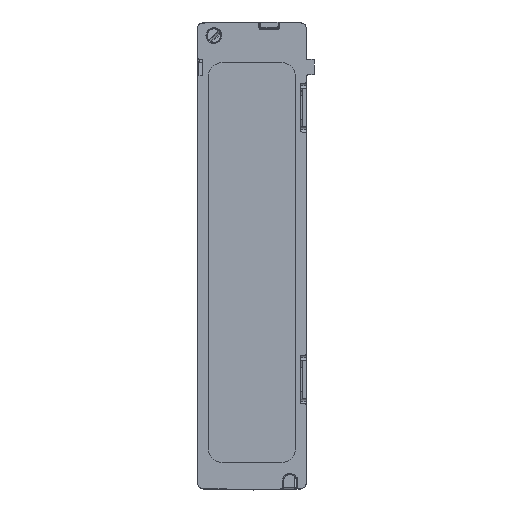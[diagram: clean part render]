
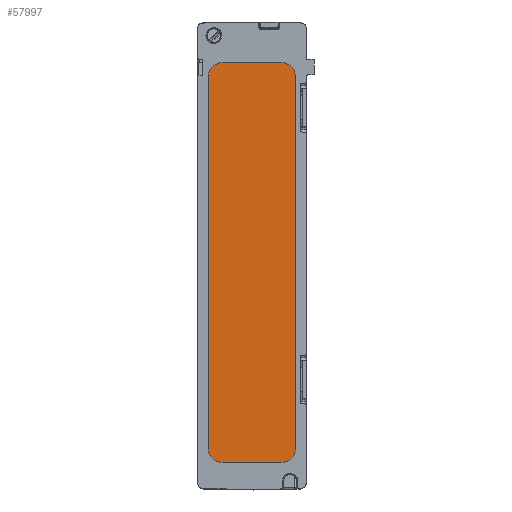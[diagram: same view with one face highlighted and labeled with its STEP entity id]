
A CAD part, top view. The second image highlights one B-rep face of the part: STEP entity #57997.
In plain terms, the highlighted planar face has unit normal (0, 0, 1).
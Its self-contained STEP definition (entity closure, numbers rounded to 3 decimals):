
#1800 = VECTOR ( 'NONE', #148919, 1000. ) ;
#2468 = CARTESIAN_POINT ( 'NONE',  ( 40.924, 41.593, 276.7 ) ) ;
#7720 = CARTESIAN_POINT ( 'NONE',  ( 18.924, 41.593, 276.7 ) ) ;
#10186 = CIRCLE ( 'NONE', #145077, 5. ) ;
#14870 = CARTESIAN_POINT ( 'NONE',  ( 45.924, 41.593, 276.7 ) ) ;
#20471 = DIRECTION ( 'NONE',  ( 0., 0., 1. ) ) ;
#21976 = VERTEX_POINT ( 'NONE', #116259 ) ;
#25265 = CARTESIAN_POINT ( 'NONE',  ( 45.924, -24.407, 276.7 ) ) ;
#26849 = EDGE_CURVE ( 'NONE', #77505, #21976, #75248, .T. ) ;
#38895 = ORIENTED_EDGE ( 'NONE', *, *, #93104, .T. ) ;
#39374 = CARTESIAN_POINT ( 'NONE',  ( 13.924, -95.407, 276.7 ) ) ;
#40134 = ORIENTED_EDGE ( 'NONE', *, *, #66444, .T. ) ;
#40607 = DIRECTION ( 'NONE',  ( 0., 0., 1. ) ) ;
#42045 = LINE ( 'NONE', #154200, #59585 ) ;
#50438 = CARTESIAN_POINT ( 'NONE',  ( 18.924, -95.407, 276.7 ) ) ;
#54421 = DIRECTION ( 'NONE',  ( 0., -1., 0. ) ) ;
#56056 = VERTEX_POINT ( 'NONE', #107078 ) ;
#56757 = DIRECTION ( 'NONE',  ( -1., 0., 0. ) ) ;
#57712 = CARTESIAN_POINT ( 'NONE',  ( 40.924, -95.407, 276.7 ) ) ;
#57997 = ADVANCED_FACE ( 'NONE', ( #73149 ), #159433, .T. ) ;
#58239 = DIRECTION ( 'NONE',  ( 0., 0., 1. ) ) ;
#59585 = VECTOR ( 'NONE', #54421, 1000. ) ;
#62424 = DIRECTION ( 'NONE',  ( -1., 0., 0. ) ) ;
#65880 = ORIENTED_EDGE ( 'NONE', *, *, #146604, .T. ) ;
#66444 = EDGE_CURVE ( 'NONE', #84866, #145579, #144206, .T. ) ;
#69231 = DIRECTION ( 'NONE',  ( -1., 0., 0. ) ) ;
#73149 = FACE_OUTER_BOUND ( 'NONE', #157537, .T. ) ;
#74765 = CARTESIAN_POINT ( 'NONE',  ( 29.924, -100.407, 276.7 ) ) ;
#75248 = CIRCLE ( 'NONE', #123246, 5. ) ;
#76091 = AXIS2_PLACEMENT_3D ( 'NONE', #57712, #58239, #69231 ) ;
#77077 = DIRECTION ( 'NONE',  ( 0., 1., 0. ) ) ;
#77505 = VERTEX_POINT ( 'NONE', #14870 ) ;
#77901 = VECTOR ( 'NONE', #160378, 1000. ) ;
#79322 = DIRECTION ( 'NONE',  ( -1., 0., 0. ) ) ;
#80792 = EDGE_CURVE ( 'NONE', #147436, #56056, #87574, .T. ) ;
#83824 = VERTEX_POINT ( 'NONE', #39374 ) ;
#84866 = VERTEX_POINT ( 'NONE', #134899 ) ;
#87574 = CIRCLE ( 'NONE', #115075, 5. ) ;
#93104 = EDGE_CURVE ( 'NONE', #21976, #147436, #101314, .T. ) ;
#94436 = DIRECTION ( 'NONE',  ( 0., 0., 1. ) ) ;
#94489 = ORIENTED_EDGE ( 'NONE', *, *, #145945, .T. ) ;
#101314 = LINE ( 'NONE', #111896, #1800 ) ;
#106284 = LINE ( 'NONE', #25265, #119905 ) ;
#107078 = CARTESIAN_POINT ( 'NONE',  ( 13.924, 41.593, 276.7 ) ) ;
#108195 = AXIS2_PLACEMENT_3D ( 'NONE', #120279, #20471, #157272 ) ;
#109877 = CIRCLE ( 'NONE', #76091, 5. ) ;
#111896 = CARTESIAN_POINT ( 'NONE',  ( 29.924, 46.593, 276.7 ) ) ;
#112109 = DIRECTION ( 'NONE',  ( 0., 0., 1. ) ) ;
#113499 = CARTESIAN_POINT ( 'NONE',  ( 45.924, -95.407, 276.7 ) ) ;
#115075 = AXIS2_PLACEMENT_3D ( 'NONE', #7720, #94436, #56757 ) ;
#116259 = CARTESIAN_POINT ( 'NONE',  ( 40.924, 46.593, 276.7 ) ) ;
#117780 = VERTEX_POINT ( 'NONE', #113499 ) ;
#117997 = ORIENTED_EDGE ( 'NONE', *, *, #148164, .T. ) ;
#119905 = VECTOR ( 'NONE', #77077, 1000. ) ;
#120279 = CARTESIAN_POINT ( 'NONE',  ( 29.924, -24.407, 276.7 ) ) ;
#123246 = AXIS2_PLACEMENT_3D ( 'NONE', #2468, #40607, #79322 ) ;
#125039 = ORIENTED_EDGE ( 'NONE', *, *, #148837, .T. ) ;
#134899 = CARTESIAN_POINT ( 'NONE',  ( 18.924, -100.407, 276.7 ) ) ;
#140651 = ORIENTED_EDGE ( 'NONE', *, *, #26849, .T. ) ;
#144206 = LINE ( 'NONE', #74765, #77901 ) ;
#144530 = CARTESIAN_POINT ( 'NONE',  ( 40.924, -100.407, 276.7 ) ) ;
#145077 = AXIS2_PLACEMENT_3D ( 'NONE', #50438, #112109, #62424 ) ;
#145579 = VERTEX_POINT ( 'NONE', #144530 ) ;
#145945 = EDGE_CURVE ( 'NONE', #56056, #83824, #42045, .T. ) ;
#146604 = EDGE_CURVE ( 'NONE', #117780, #77505, #106284, .T. ) ;
#147436 = VERTEX_POINT ( 'NONE', #148958 ) ;
#148164 = EDGE_CURVE ( 'NONE', #145579, #117780, #109877, .T. ) ;
#148837 = EDGE_CURVE ( 'NONE', #83824, #84866, #10186, .T. ) ;
#148919 = DIRECTION ( 'NONE',  ( -1., 0., 0. ) ) ;
#148958 = CARTESIAN_POINT ( 'NONE',  ( 18.924, 46.593, 276.7 ) ) ;
#154200 = CARTESIAN_POINT ( 'NONE',  ( 13.924, -24.407, 276.7 ) ) ;
#156006 = ORIENTED_EDGE ( 'NONE', *, *, #80792, .T. ) ;
#157272 = DIRECTION ( 'NONE',  ( -1., 0., 0. ) ) ;
#157537 = EDGE_LOOP ( 'NONE', ( #156006, #94489, #125039, #40134, #117997, #65880, #140651, #38895 ) ) ;
#159433 = PLANE ( 'NONE',  #108195 ) ;
#160378 = DIRECTION ( 'NONE',  ( 1., 0., 0. ) ) ;
